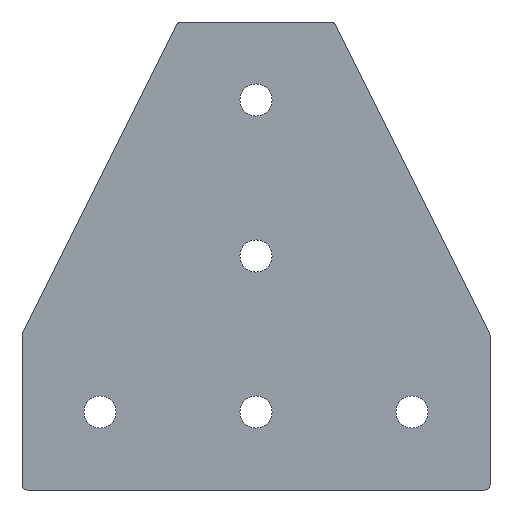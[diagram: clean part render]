
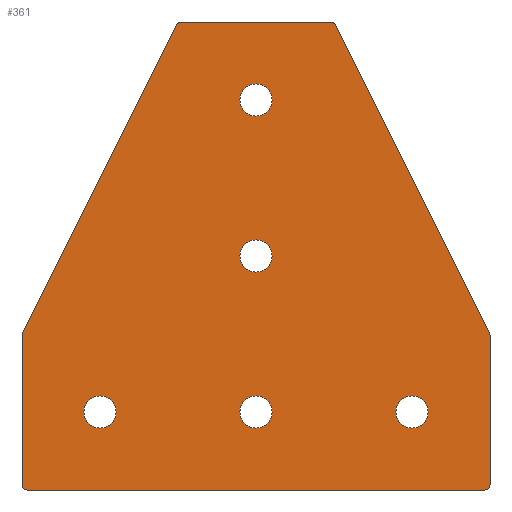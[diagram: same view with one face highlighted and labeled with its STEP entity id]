
A CAD part, left-side view. The second image highlights one B-rep face of the part: STEP entity #361.
In plain terms, the highlighted planar face has unit normal (-1, 0, 0).
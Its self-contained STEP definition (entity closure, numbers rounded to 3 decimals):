
#15=FACE_BOUND('',#55,.T.);
#16=FACE_BOUND('',#56,.T.);
#17=FACE_BOUND('',#57,.T.);
#18=FACE_BOUND('',#58,.T.);
#19=FACE_BOUND('',#59,.T.);
#26=PLANE('',#396);
#35=FACE_OUTER_BOUND('',#54,.T.);
#54=EDGE_LOOP('',(#254,#255,#256,#257,#258,#259,#260,#261,#262,#263,#264,
#265));
#55=EDGE_LOOP('',(#266));
#56=EDGE_LOOP('',(#267));
#57=EDGE_LOOP('',(#268));
#58=EDGE_LOOP('',(#269));
#59=EDGE_LOOP('',(#270));
#83=LINE('',#558,#112);
#86=LINE('',#564,#115);
#87=LINE('',#568,#116);
#88=LINE('',#572,#117);
#89=LINE('',#576,#118);
#90=LINE('',#580,#119);
#112=VECTOR('',#445,10.);
#115=VECTOR('',#450,10.);
#116=VECTOR('',#453,10.);
#117=VECTOR('',#456,10.);
#118=VECTOR('',#459,10.);
#119=VECTOR('',#462,10.);
#140=CIRCLE('',#394,1.);
#141=CIRCLE('',#397,1.);
#142=CIRCLE('',#398,1.);
#143=CIRCLE('',#399,1.);
#144=CIRCLE('',#400,1.);
#145=CIRCLE('',#401,1.);
#146=CIRCLE('',#402,3.1);
#147=CIRCLE('',#403,3.1);
#148=CIRCLE('',#404,3.1);
#149=CIRCLE('',#405,3.1);
#150=CIRCLE('',#406,3.1);
#163=VERTEX_POINT('',#551);
#164=VERTEX_POINT('',#553);
#165=VERTEX_POINT('',#557);
#167=VERTEX_POINT('',#563);
#168=VERTEX_POINT('',#565);
#169=VERTEX_POINT('',#567);
#170=VERTEX_POINT('',#569);
#171=VERTEX_POINT('',#571);
#172=VERTEX_POINT('',#573);
#173=VERTEX_POINT('',#575);
#174=VERTEX_POINT('',#577);
#175=VERTEX_POINT('',#579);
#176=VERTEX_POINT('',#582);
#177=VERTEX_POINT('',#584);
#178=VERTEX_POINT('',#586);
#179=VERTEX_POINT('',#588);
#180=VERTEX_POINT('',#590);
#197=EDGE_CURVE('',#163,#164,#140,.T.);
#199=EDGE_CURVE('',#165,#164,#83,.T.);
#202=EDGE_CURVE('',#167,#163,#86,.T.);
#203=EDGE_CURVE('',#168,#167,#141,.T.);
#204=EDGE_CURVE('',#169,#168,#87,.T.);
#205=EDGE_CURVE('',#170,#169,#142,.T.);
#206=EDGE_CURVE('',#171,#170,#88,.T.);
#207=EDGE_CURVE('',#172,#171,#143,.T.);
#208=EDGE_CURVE('',#173,#172,#89,.T.);
#209=EDGE_CURVE('',#174,#173,#144,.T.);
#210=EDGE_CURVE('',#174,#175,#90,.T.);
#211=EDGE_CURVE('',#165,#175,#145,.T.);
#212=EDGE_CURVE('',#176,#176,#146,.T.);
#213=EDGE_CURVE('',#177,#177,#147,.T.);
#214=EDGE_CURVE('',#178,#178,#148,.T.);
#215=EDGE_CURVE('',#179,#179,#149,.T.);
#216=EDGE_CURVE('',#180,#180,#150,.T.);
#254=ORIENTED_EDGE('',*,*,#197,.F.);
#255=ORIENTED_EDGE('',*,*,#202,.F.);
#256=ORIENTED_EDGE('',*,*,#203,.F.);
#257=ORIENTED_EDGE('',*,*,#204,.F.);
#258=ORIENTED_EDGE('',*,*,#205,.F.);
#259=ORIENTED_EDGE('',*,*,#206,.F.);
#260=ORIENTED_EDGE('',*,*,#207,.F.);
#261=ORIENTED_EDGE('',*,*,#208,.F.);
#262=ORIENTED_EDGE('',*,*,#209,.F.);
#263=ORIENTED_EDGE('',*,*,#210,.T.);
#264=ORIENTED_EDGE('',*,*,#211,.F.);
#265=ORIENTED_EDGE('',*,*,#199,.T.);
#266=ORIENTED_EDGE('',*,*,#212,.F.);
#267=ORIENTED_EDGE('',*,*,#213,.F.);
#268=ORIENTED_EDGE('',*,*,#214,.F.);
#269=ORIENTED_EDGE('',*,*,#215,.F.);
#270=ORIENTED_EDGE('',*,*,#216,.F.);
#361=ADVANCED_FACE('',(#35,#15,#16,#17,#18,#19),#26,.F.);
#394=AXIS2_PLACEMENT_3D('',#554,#440,#441);
#396=AXIS2_PLACEMENT_3D('',#562,#448,#449);
#397=AXIS2_PLACEMENT_3D('',#566,#451,#452);
#398=AXIS2_PLACEMENT_3D('',#570,#454,#455);
#399=AXIS2_PLACEMENT_3D('',#574,#457,#458);
#400=AXIS2_PLACEMENT_3D('',#578,#460,#461);
#401=AXIS2_PLACEMENT_3D('',#581,#463,#464);
#402=AXIS2_PLACEMENT_3D('',#583,#465,#466);
#403=AXIS2_PLACEMENT_3D('',#585,#467,#468);
#404=AXIS2_PLACEMENT_3D('',#587,#469,#470);
#405=AXIS2_PLACEMENT_3D('',#589,#471,#472);
#406=AXIS2_PLACEMENT_3D('',#591,#473,#474);
#440=DIRECTION('center_axis',(1.,0.,0.));
#441=DIRECTION('ref_axis',(0.,-0.973,0.23));
#445=DIRECTION('',(0.,0.,1.));
#448=DIRECTION('center_axis',(1.,0.,0.));
#449=DIRECTION('ref_axis',(0.,1.,0.));
#450=DIRECTION('',(0.,-0.447,-0.894));
#451=DIRECTION('center_axis',(1.,0.,0.));
#452=DIRECTION('ref_axis',(0.,-0.526,0.851));
#453=DIRECTION('',(0.,-1.,0.));
#454=DIRECTION('center_axis',(1.,0.,0.));
#455=DIRECTION('ref_axis',(0.,0.526,0.851));
#456=DIRECTION('',(0.,-0.447,0.894));
#457=DIRECTION('center_axis',(1.,0.,0.));
#458=DIRECTION('ref_axis',(0.,0.973,0.23));
#459=DIRECTION('',(0.,0.,1.));
#460=DIRECTION('center_axis',(1.,0.,0.));
#461=DIRECTION('ref_axis',(0.,0.707,-0.707));
#462=DIRECTION('',(0.,-1.,0.));
#463=DIRECTION('center_axis',(1.,0.,0.));
#464=DIRECTION('ref_axis',(0.,-0.707,-0.707));
#465=DIRECTION('center_axis',(-1.,0.,0.));
#466=DIRECTION('ref_axis',(0.,1.,0.));
#467=DIRECTION('center_axis',(-1.,0.,0.));
#468=DIRECTION('ref_axis',(0.,1.,0.));
#469=DIRECTION('center_axis',(-1.,0.,0.));
#470=DIRECTION('ref_axis',(0.,1.,0.));
#471=DIRECTION('center_axis',(-1.,0.,0.));
#472=DIRECTION('ref_axis',(0.,1.,0.));
#473=DIRECTION('center_axis',(-1.,0.,0.));
#474=DIRECTION('ref_axis',(0.,1.,0.));
#551=CARTESIAN_POINT('',(0.,-28.289,-0.607));
#553=CARTESIAN_POINT('',(0.,-28.395,-1.054));
#554=CARTESIAN_POINT('Origin',(0.,-27.395,-1.054));
#557=CARTESIAN_POINT('',(0.,-28.395,-29.818));
#558=CARTESIAN_POINT('',(0.,-28.395,-30.818));
#562=CARTESIAN_POINT('Origin',(0.,16.605,14.182));
#563=CARTESIAN_POINT('',(0.,1.329,58.629));
#564=CARTESIAN_POINT('',(0.,1.605,59.182));
#565=CARTESIAN_POINT('',(0.,2.223,59.182));
#566=CARTESIAN_POINT('Origin',(0.,2.223,58.182));
#567=CARTESIAN_POINT('',(0.,30.987,59.182));
#568=CARTESIAN_POINT('',(0.,31.605,59.182));
#569=CARTESIAN_POINT('',(0.,31.882,58.629));
#570=CARTESIAN_POINT('Origin',(0.,30.987,58.182));
#571=CARTESIAN_POINT('',(0.,61.5,-0.607));
#572=CARTESIAN_POINT('',(0.,61.605,-0.818));
#573=CARTESIAN_POINT('',(0.,61.605,-1.054));
#574=CARTESIAN_POINT('Origin',(0.,60.605,-1.054));
#575=CARTESIAN_POINT('',(0.,61.605,-29.818));
#576=CARTESIAN_POINT('',(0.,61.605,-30.818));
#577=CARTESIAN_POINT('',(0.,60.605,-30.818));
#578=CARTESIAN_POINT('Origin',(0.,60.605,-29.818));
#579=CARTESIAN_POINT('',(0.,-27.395,-30.818));
#580=CARTESIAN_POINT('',(0.,61.605,-30.818));
#581=CARTESIAN_POINT('Origin',(0.,-27.395,-29.818));
#582=CARTESIAN_POINT('',(0.,43.505,-15.818));
#583=CARTESIAN_POINT('Origin',(0.,46.605,-15.818));
#584=CARTESIAN_POINT('',(0.,-16.495,-15.818));
#585=CARTESIAN_POINT('Origin',(0.,-13.395,-15.818));
#586=CARTESIAN_POINT('',(0.,13.505,44.182));
#587=CARTESIAN_POINT('Origin',(0.,16.605,44.182));
#588=CARTESIAN_POINT('',(0.,13.505,-15.818));
#589=CARTESIAN_POINT('Origin',(0.,16.605,-15.818));
#590=CARTESIAN_POINT('',(0.,13.505,14.182));
#591=CARTESIAN_POINT('Origin',(0.,16.605,14.182));
